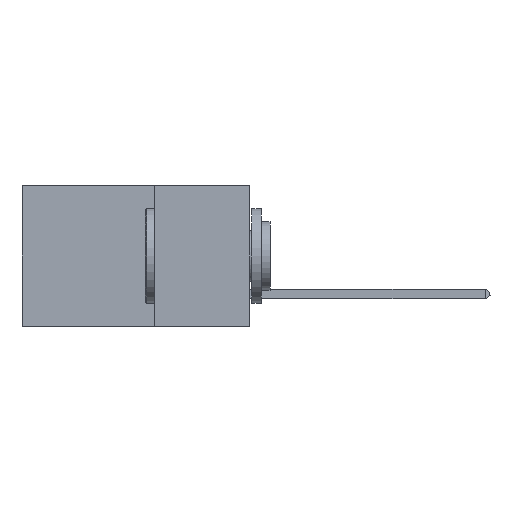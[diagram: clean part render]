
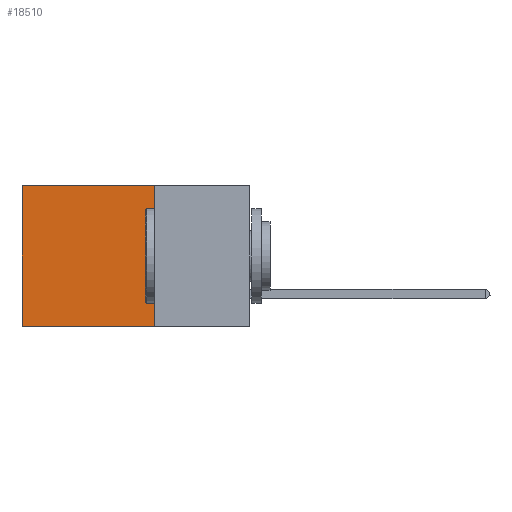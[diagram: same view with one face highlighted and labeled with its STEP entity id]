
A CAD part, left-side view. The second image highlights one B-rep face of the part: STEP entity #18510.
In plain terms, the highlighted planar face has unit normal (-1, 0, 0).
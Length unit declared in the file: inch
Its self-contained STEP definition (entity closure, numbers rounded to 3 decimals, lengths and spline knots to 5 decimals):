
#150 = DIRECTION ( 'NONE',  ( 0., 0., -1. ) ) ;
#514 = VERTEX_POINT ( 'NONE', #2916 ) ;
#1259 = CARTESIAN_POINT ( 'NONE',  ( 0.2875, 0.25, -0.37 ) ) ;
#1549 = CARTESIAN_POINT ( 'NONE',  ( 0.2875, 0.25, 0. ) ) ;
#1727 = VERTEX_POINT ( 'NONE', #18912 ) ;
#2916 = CARTESIAN_POINT ( 'NONE',  ( 0.2875, 0.6, 0. ) ) ;
#3186 = LINE ( 'NONE', #1259, #16430 ) ;
#3302 = LINE ( 'NONE', #14240, #4720 ) ;
#3510 = CARTESIAN_POINT ( 'NONE',  ( 0.2875, 0.6, -0.37 ) ) ;
#4563 = PLANE ( 'NONE',  #9922 ) ;
#4720 = VECTOR ( 'NONE', #12724, 39.37008 ) ;
#5014 = LINE ( 'NONE', #7706, #16591 ) ;
#6216 = CARTESIAN_POINT ( 'NONE',  ( 0.2875, 0.25, -0.37 ) ) ;
#6474 = VECTOR ( 'NONE', #17576, 39.37008 ) ;
#7706 = CARTESIAN_POINT ( 'NONE',  ( 0.2875, 0.25, 0. ) ) ;
#7848 = ORIENTED_EDGE ( 'NONE', *, *, #15721, .T. ) ;
#8699 = EDGE_CURVE ( 'NONE', #514, #16072, #3302, .T. ) ;
#9922 = AXIS2_PLACEMENT_3D ( 'NONE', #1549, #15326, #12312 ) ;
#10268 = LINE ( 'NONE', #11322, #6474 ) ;
#11322 = CARTESIAN_POINT ( 'NONE',  ( 0.2875, 0.25, 0. ) ) ;
#11359 = EDGE_CURVE ( 'NONE', #14250, #16072, #3186, .T. ) ;
#12312 = DIRECTION ( 'NONE',  ( 0., 0., -1. ) ) ;
#12724 = DIRECTION ( 'NONE',  ( 0., 0., -1. ) ) ;
#13134 = EDGE_CURVE ( 'NONE', #1727, #14250, #5014, .T. ) ;
#13529 = DIRECTION ( 'NONE',  ( 0., 1., 0. ) ) ;
#14240 = CARTESIAN_POINT ( 'NONE',  ( 0.2875, 0.6, 0. ) ) ;
#14250 = VERTEX_POINT ( 'NONE', #6216 ) ;
#14786 = ORIENTED_EDGE ( 'NONE', *, *, #13134, .F. ) ;
#14790 = EDGE_LOOP ( 'NONE', ( #19271, #17198, #14786, #7848 ) ) ;
#15326 = DIRECTION ( 'NONE',  ( 1., 0., 0. ) ) ;
#15721 = EDGE_CURVE ( 'NONE', #1727, #514, #10268, .T. ) ;
#16072 = VERTEX_POINT ( 'NONE', #3510 ) ;
#16430 = VECTOR ( 'NONE', #13529, 39.37008 ) ;
#16591 = VECTOR ( 'NONE', #150, 39.37008 ) ;
#17198 = ORIENTED_EDGE ( 'NONE', *, *, #11359, .F. ) ;
#17452 = FACE_OUTER_BOUND ( 'NONE', #14790, .T. ) ;
#17576 = DIRECTION ( 'NONE',  ( 0., 1., 0. ) ) ;
#18510 = ADVANCED_FACE ( 'NONE', ( #17452 ), #4563, .F. ) ;
#18912 = CARTESIAN_POINT ( 'NONE',  ( 0.2875, 0.25, 0. ) ) ;
#19271 = ORIENTED_EDGE ( 'NONE', *, *, #8699, .T. ) ;
